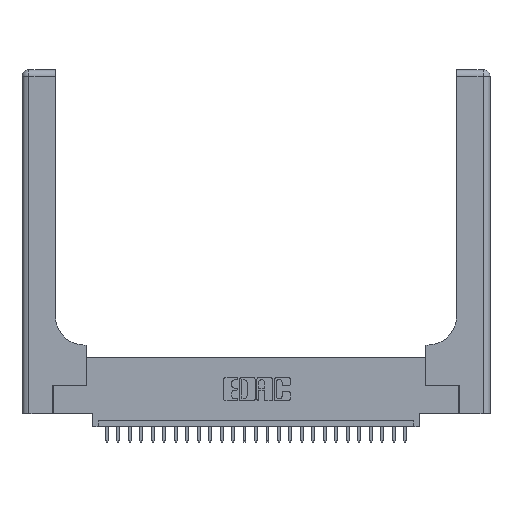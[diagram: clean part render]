
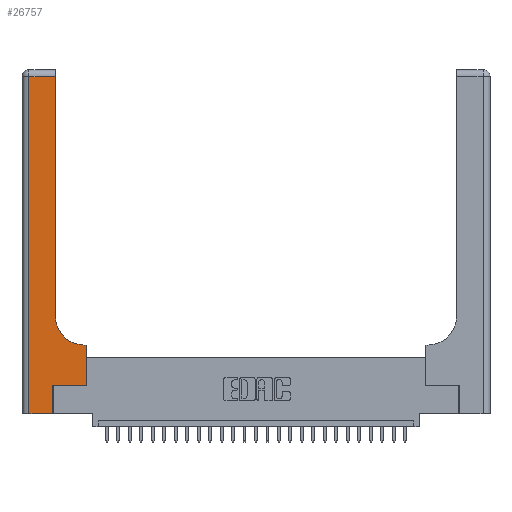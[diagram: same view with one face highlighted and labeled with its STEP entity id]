
A CAD part, top view. The second image highlights one B-rep face of the part: STEP entity #26757.
In plain terms, the highlighted planar face has unit normal (0, 0, 1).
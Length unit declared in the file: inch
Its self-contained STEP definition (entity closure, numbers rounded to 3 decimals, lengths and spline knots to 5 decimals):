
#332 = DIRECTION ( 'NONE',  ( -1., 0., 0. ) ) ;
#513 = LINE ( 'NONE', #14428, #21180 ) ;
#618 = PLANE ( 'NONE',  #13783 ) ;
#698 = CARTESIAN_POINT ( 'NONE',  ( 0.5415, 0.85, 0.37 ) ) ;
#741 = CARTESIAN_POINT ( 'NONE',  ( 0., 0., 0.37 ) ) ;
#808 = CARTESIAN_POINT ( 'NONE',  ( 0.2915, 0.85, 0.37 ) ) ;
#1028 = DIRECTION ( 'NONE',  ( 0., 1., 0. ) ) ;
#1167 = EDGE_CURVE ( 'NONE', #18026, #8074, #513, .T. ) ;
#1401 = LINE ( 'NONE', #27443, #17745 ) ;
#3021 = ORIENTED_EDGE ( 'NONE', *, *, #15997, .T. ) ;
#3612 = CARTESIAN_POINT ( 'NONE',  ( 0.06, 0., 0.37 ) ) ;
#3896 = CIRCLE ( 'NONE', #6472, 0.25 ) ;
#4611 = EDGE_CURVE ( 'NONE', #6876, #11618, #3896, .T. ) ;
#4777 = CARTESIAN_POINT ( 'NONE',  ( 0.269, 0., 0.37 ) ) ;
#4999 = DIRECTION ( 'NONE',  ( 0., 0., -1. ) ) ;
#5150 = ORIENTED_EDGE ( 'NONE', *, *, #23052, .T. ) ;
#5457 = VECTOR ( 'NONE', #21832, 39.37008 ) ;
#5892 = FACE_OUTER_BOUND ( 'NONE', #9344, .T. ) ;
#6020 = VECTOR ( 'NONE', #20125, 39.37008 ) ;
#6472 = AXIS2_PLACEMENT_3D ( 'NONE', #698, #26310, #13299 ) ;
#6876 = VERTEX_POINT ( 'NONE', #7329 ) ;
#7016 = VECTOR ( 'NONE', #1028, 39.37008 ) ;
#7329 = CARTESIAN_POINT ( 'NONE',  ( 0.5415, 0.6, 0.37 ) ) ;
#7822 = LINE ( 'NONE', #20133, #27222 ) ;
#8074 = VERTEX_POINT ( 'NONE', #21966 ) ;
#8452 = VECTOR ( 'NONE', #19643, 39.37008 ) ;
#8716 = EDGE_CURVE ( 'NONE', #8074, #26002, #18351, .T. ) ;
#9099 = LINE ( 'NONE', #15257, #8452 ) ;
#9344 = EDGE_LOOP ( 'NONE', ( #19697, #3021, #11002, #5150, #18247, #17149, #19830, #20730, #12273 ) ) ;
#9615 = VERTEX_POINT ( 'NONE', #3612 ) ;
#9986 = EDGE_CURVE ( 'NONE', #13215, #18026, #1401, .T. ) ;
#10765 = DIRECTION ( 'NONE',  ( 0., 1., 0. ) ) ;
#10928 = VERTEX_POINT ( 'NONE', #23634 ) ;
#11002 = ORIENTED_EDGE ( 'NONE', *, *, #11608, .T. ) ;
#11453 = DIRECTION ( 'NONE',  ( 0., -1., 0. ) ) ;
#11564 = EDGE_CURVE ( 'NONE', #11618, #10928, #13686, .T. ) ;
#11608 = EDGE_CURVE ( 'NONE', #18085, #9615, #21022, .T. ) ;
#11618 = VERTEX_POINT ( 'NONE', #808 ) ;
#12142 = CARTESIAN_POINT ( 'NONE',  ( 0.06, 2.94, 0.37 ) ) ;
#12273 = ORIENTED_EDGE ( 'NONE', *, *, #4611, .T. ) ;
#13215 = VERTEX_POINT ( 'NONE', #4777 ) ;
#13299 = DIRECTION ( 'NONE',  ( 1., 0., 0. ) ) ;
#13686 = LINE ( 'NONE', #15841, #6020 ) ;
#13783 = AXIS2_PLACEMENT_3D ( 'NONE', #21877, #4999, #332 ) ;
#14428 = CARTESIAN_POINT ( 'NONE',  ( 0.269, 0.25, 0.37 ) ) ;
#15257 = CARTESIAN_POINT ( 'NONE',  ( 0., 2.94, 0.37 ) ) ;
#15841 = CARTESIAN_POINT ( 'NONE',  ( 0.2915, 3., 0.37 ) ) ;
#15997 = EDGE_CURVE ( 'NONE', #10928, #18085, #9099, .T. ) ;
#16519 = CARTESIAN_POINT ( 'NONE',  ( 0.5585, 0.6, 0.37 ) ) ;
#17149 = ORIENTED_EDGE ( 'NONE', *, *, #1167, .T. ) ;
#17745 = VECTOR ( 'NONE', #10765, 39.37008 ) ;
#18026 = VERTEX_POINT ( 'NONE', #22970 ) ;
#18085 = VERTEX_POINT ( 'NONE', #12142 ) ;
#18117 = LINE ( 'NONE', #741, #5457 ) ;
#18247 = ORIENTED_EDGE ( 'NONE', *, *, #9986, .T. ) ;
#18351 = LINE ( 'NONE', #27102, #7016 ) ;
#19643 = DIRECTION ( 'NONE',  ( -1., 0., 0. ) ) ;
#19697 = ORIENTED_EDGE ( 'NONE', *, *, #11564, .T. ) ;
#19830 = ORIENTED_EDGE ( 'NONE', *, *, #8716, .T. ) ;
#20125 = DIRECTION ( 'NONE',  ( 0., 1., 0. ) ) ;
#20133 = CARTESIAN_POINT ( 'NONE',  ( 0.2915, 0.6, 0.37 ) ) ;
#20730 = ORIENTED_EDGE ( 'NONE', *, *, #22506, .T. ) ;
#20860 = DIRECTION ( 'NONE',  ( 1., 0., 0. ) ) ;
#21022 = LINE ( 'NONE', #22084, #23707 ) ;
#21180 = VECTOR ( 'NONE', #20860, 39.37008 ) ;
#21832 = DIRECTION ( 'NONE',  ( 1., 0., 0. ) ) ;
#21877 = CARTESIAN_POINT ( 'NONE',  ( 0., 3., 0.37 ) ) ;
#21966 = CARTESIAN_POINT ( 'NONE',  ( 0.5585, 0.25, 0.37 ) ) ;
#22084 = CARTESIAN_POINT ( 'NONE',  ( 0.06, 3., 0.37 ) ) ;
#22506 = EDGE_CURVE ( 'NONE', #26002, #6876, #7822, .T. ) ;
#22970 = CARTESIAN_POINT ( 'NONE',  ( 0.269, 0.25, 0.37 ) ) ;
#23052 = EDGE_CURVE ( 'NONE', #9615, #13215, #18117, .T. ) ;
#23634 = CARTESIAN_POINT ( 'NONE',  ( 0.2915, 2.94, 0.37 ) ) ;
#23707 = VECTOR ( 'NONE', #11453, 39.37008 ) ;
#24345 = DIRECTION ( 'NONE',  ( -1., 0., 0. ) ) ;
#26002 = VERTEX_POINT ( 'NONE', #16519 ) ;
#26310 = DIRECTION ( 'NONE',  ( 0., 0., -1. ) ) ;
#26757 = ADVANCED_FACE ( 'NONE', ( #5892 ), #618, .F. ) ;
#27102 = CARTESIAN_POINT ( 'NONE',  ( 0.5585, 0.25, 0.37 ) ) ;
#27222 = VECTOR ( 'NONE', #24345, 39.37008 ) ;
#27443 = CARTESIAN_POINT ( 'NONE',  ( 0.269, 0., 0.37 ) ) ;
